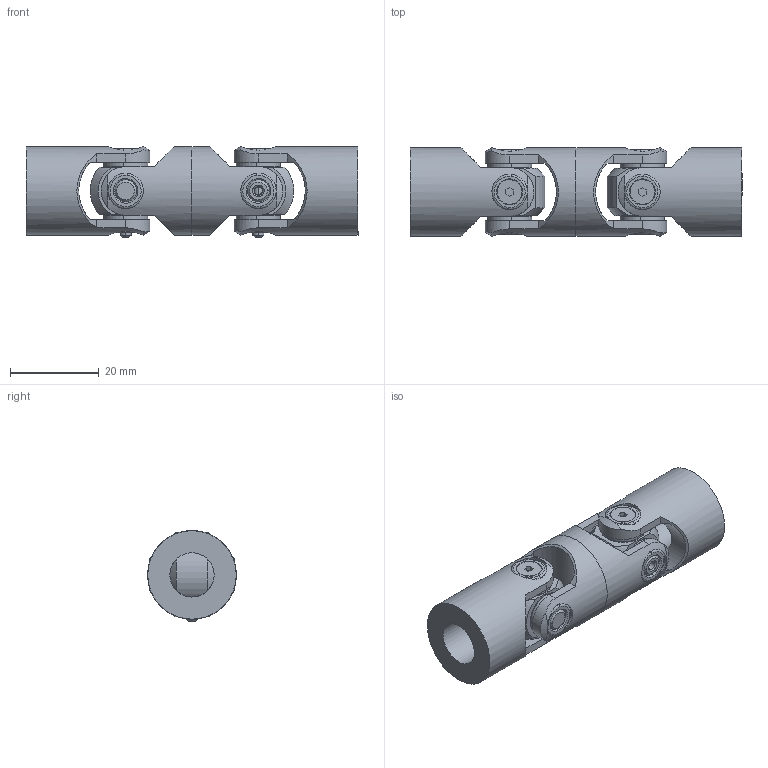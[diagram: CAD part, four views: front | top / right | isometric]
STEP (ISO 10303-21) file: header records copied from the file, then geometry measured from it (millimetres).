
FILE_DESCRIPTION(/* description */ ('Alibre Inc.'),/* implementation_level */ '2;1');
FILE_NAME(/* name */ 'export0',/* time_stamp */ '2012-09-21T09:12:51+02:00',/* author */ (''),/* organization */ (''),/* preprocessor_version */ 'ST-DEVELOPER v14',/* originating_system */ 'Alibre',/* authorisation */ '');
FILE_SCHEMA (('CONFIG_CONTROL_DESIGN'));
Length unit declared in the file: millimetre
Products named in the file (5): ID_1
Bounding box: 75 x 20 x 20.5 mm (x, y, z)
Volume: 16731 mm3; surface area: 14078.2 mm2
Topology: 22 solids, 22 shells, 422 faces, 986 edges, 618 vertices
Faces by surface type: cylinder 164, cone 122, plane 120, torus 16
Full cylindrical faces by diameter (mm): 8 x8, 10 x2, 20 x4
Entity records: 7764 total; most frequent: CARTESIAN_POINT 2074, DIRECTION 1055, ORIENTED_EDGE 1052, EDGE_CURVE 526, AXIS2_PLACEMENT_3D 461, VERTEX_POINT 335, EDGE_LOOP 281, FACE_BOUND 281
